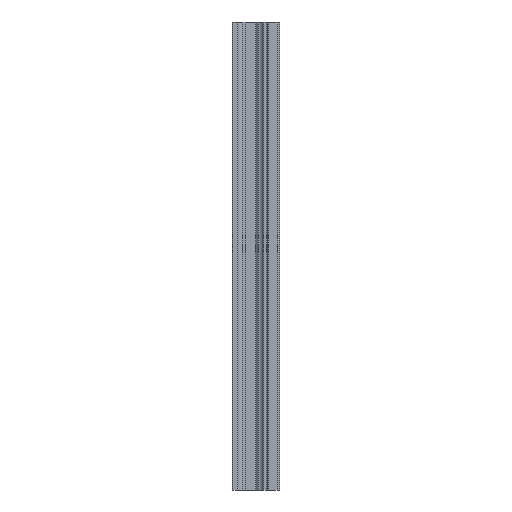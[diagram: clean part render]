
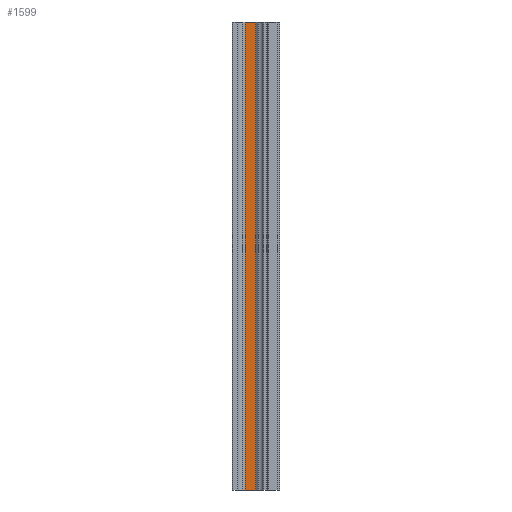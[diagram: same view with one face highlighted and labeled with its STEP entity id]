
A CAD part, left-side view. The second image highlights one B-rep face of the part: STEP entity #1599.
In plain terms, the highlighted planar face has unit normal (-1, 0, 0).
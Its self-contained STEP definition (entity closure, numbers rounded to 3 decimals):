
#49 = DIRECTION ( 'NONE',  ( 0., -1., 0. ) ) ;
#79 = DIRECTION ( 'NONE',  ( 0., 0., -1. ) ) ;
#82 = CARTESIAN_POINT ( 'NONE',  ( -13.429, 8.57, 385. ) ) ;
#283 = DIRECTION ( 'NONE',  ( 1., 0., 0. ) ) ;
#289 = DIRECTION ( 'NONE',  ( 0., 0., -1. ) ) ;
#383 = PLANE ( 'NONE',  #551 ) ;
#480 = CARTESIAN_POINT ( 'NONE',  ( -13.429, 8.57, 385. ) ) ;
#551 = AXIS2_PLACEMENT_3D ( 'NONE', #480, #283, #289 ) ;
#873 = EDGE_CURVE ( 'NONE', #3997, #3998, #3339, .T. ) ;
#878 = EDGE_CURVE ( 'NONE', #3971, #3997, #3275, .T. ) ;
#1027 = EDGE_CURVE ( 'NONE', #4007, #3998, #3677, .T. ) ;
#1043 = EDGE_CURVE ( 'NONE', #3971, #4007, #3250, .T. ) ;
#1246 = ORIENTED_EDGE ( 'NONE', *, *, #873, .T. ) ;
#1365 = ORIENTED_EDGE ( 'NONE', *, *, #1027, .F. ) ;
#1368 = ORIENTED_EDGE ( 'NONE', *, *, #878, .T. ) ;
#1381 = ORIENTED_EDGE ( 'NONE', *, *, #1043, .F. ) ;
#1599 = ADVANCED_FACE ( 'NONE', ( #3688 ), #383, .F. ) ;
#1623 = CARTESIAN_POINT ( 'NONE',  ( -13.429, 0.07, 0. ) ) ;
#1722 = CARTESIAN_POINT ( 'NONE',  ( -13.429, 0.07, 385. ) ) ;
#1786 = CARTESIAN_POINT ( 'NONE',  ( -13.429, 8.57, 0. ) ) ;
#1804 = CARTESIAN_POINT ( 'NONE',  ( -13.429, 8.57, 385. ) ) ;
#2398 = CARTESIAN_POINT ( 'NONE',  ( -13.429, 0.07, 385. ) ) ;
#2399 = DIRECTION ( 'NONE',  ( 0., 0., -1. ) ) ;
#2415 = DIRECTION ( 'NONE',  ( 0., -1., 0. ) ) ;
#2487 = CARTESIAN_POINT ( 'NONE',  ( -13.429, 8.57, 385. ) ) ;
#2729 = CARTESIAN_POINT ( 'NONE',  ( -13.429, 8.57, 0. ) ) ;
#3250 = LINE ( 'NONE', #2487, #3780 ) ;
#3259 = VECTOR ( 'NONE', #49, 1000. ) ;
#3270 = VECTOR ( 'NONE', #79, 1000. ) ;
#3275 = LINE ( 'NONE', #82, #3270 ) ;
#3339 = LINE ( 'NONE', #2729, #3259 ) ;
#3568 = EDGE_LOOP ( 'NONE', ( #1246, #1365, #1381, #1368 ) ) ;
#3677 = LINE ( 'NONE', #2398, #3871 ) ;
#3688 = FACE_OUTER_BOUND ( 'NONE', #3568, .T. ) ;
#3780 = VECTOR ( 'NONE', #2415, 1000. ) ;
#3871 = VECTOR ( 'NONE', #2399, 1000. ) ;
#3971 = VERTEX_POINT ( 'NONE', #1804 ) ;
#3997 = VERTEX_POINT ( 'NONE', #1786 ) ;
#3998 = VERTEX_POINT ( 'NONE', #1623 ) ;
#4007 = VERTEX_POINT ( 'NONE', #1722 ) ;
